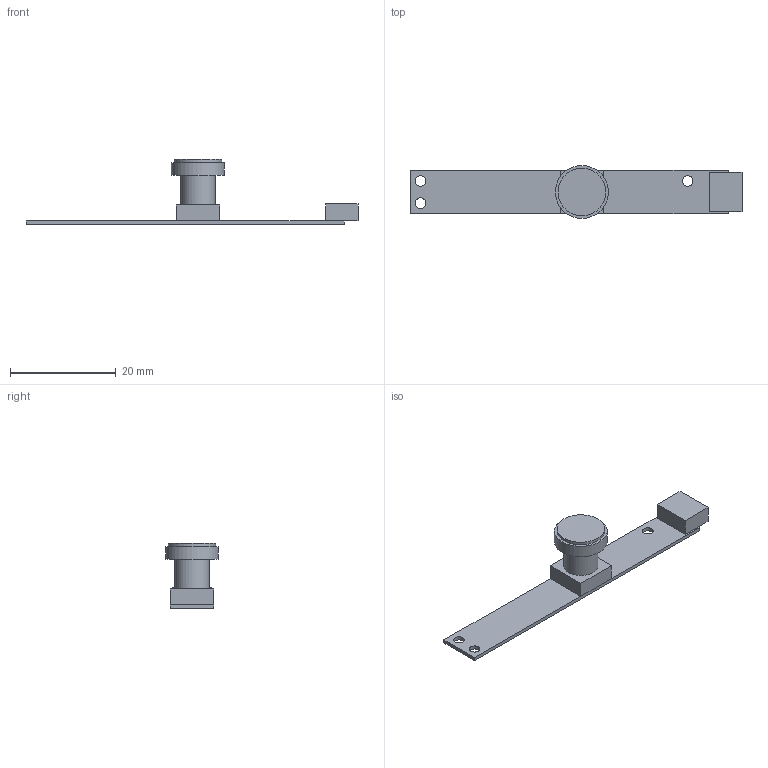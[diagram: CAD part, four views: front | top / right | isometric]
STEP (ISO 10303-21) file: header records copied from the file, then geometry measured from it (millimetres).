
FILE_DESCRIPTION(('FreeCAD Model'),'2;1');
FILE_NAME('delock_95953.step', '2015-06-17T00:14:29',('Author'),(''), 'Open CASCADE STEP processor 6.8','FreeCAD','Unknown');
FILE_SCHEMA(('AUTOMOTIVE_DESIGN_CC2 { 1 2 10303 214 -1 1 5 4 }'));
Length unit declared in the file: millimetre
Products named in the file (1): Pad005
Bounding box: 62.78 x 10 x 12.3 mm (x, y, z)
Volume: 1099.1 mm3; surface area: 1598.8 mm2
Topology: 1 solids, 1 shells, 27 faces, 60 edges, 38 vertices
Faces by surface type: plane 21, cylinder 6
Full cylindrical faces by diameter (mm): 2 x3, 6.5 x1, 9 x1, 10 x1
Entity records: 1569 total; most frequent: CARTESIAN_POINT 282, DIRECTION 242, LINE 156, VECTOR 156, ORIENTED_EDGE 120, PCURVE 120, DEFINITIONAL_REPRESENTATION 120, EDGE_CURVE 60
